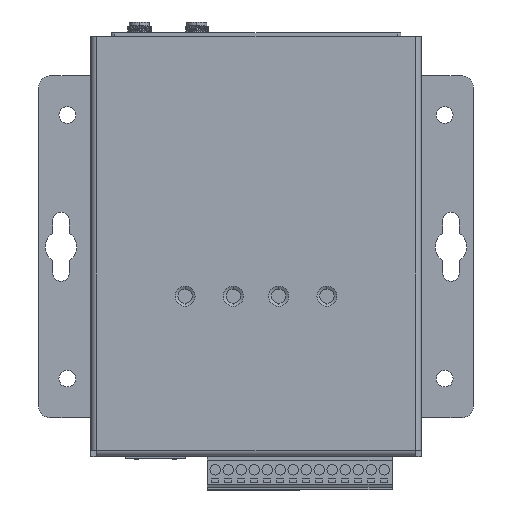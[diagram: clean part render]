
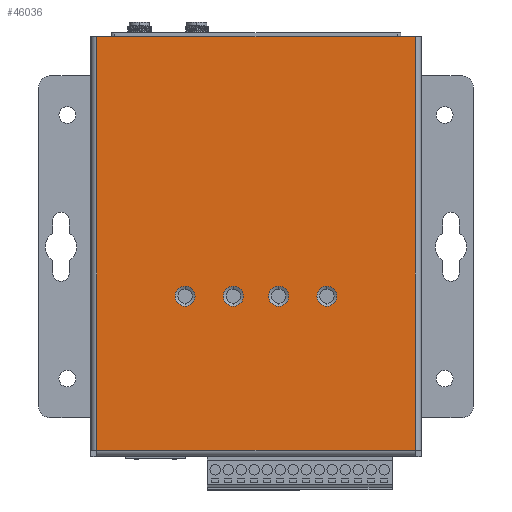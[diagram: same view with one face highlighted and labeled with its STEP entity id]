
A CAD part, top view. The second image highlights one B-rep face of the part: STEP entity #46036.
In plain terms, the highlighted face is planar.
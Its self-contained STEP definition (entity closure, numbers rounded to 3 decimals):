
#26 = CIRCLE ( 'NONE', #27152, 2.7 ) ;
#286 = EDGE_CURVE ( 'NONE', #50656, #39165, #11983, .T. ) ;
#878 = CARTESIAN_POINT ( 'NONE',  ( -19.1, 1.5, 13.4 ) ) ;
#2532 = DIRECTION ( 'NONE',  ( 0., -1., 0. ) ) ;
#2618 = FACE_OUTER_BOUND ( 'NONE', #11632, .T. ) ;
#3086 = CARTESIAN_POINT ( 'NONE',  ( -44.5, 1.5, -56.5 ) ) ;
#3523 = VECTOR ( 'NONE', #33358, 1000. ) ;
#3925 = DIRECTION ( 'NONE',  ( 0., -1., 0. ) ) ;
#4301 = CARTESIAN_POINT ( 'NONE',  ( 19.1, 1.5, 13.4 ) ) ;
#4333 = EDGE_CURVE ( 'NONE', #43918, #44110, #11416, .T. ) ;
#5835 = CIRCLE ( 'NONE', #42668, 2.7 ) ;
#6434 = EDGE_CURVE ( 'NONE', #27065, #36999, #44870, .T. ) ;
#6714 = FACE_BOUND ( 'NONE', #43345, .T. ) ;
#6909 = ORIENTED_EDGE ( 'NONE', *, *, #23839, .T. ) ;
#8455 = ORIENTED_EDGE ( 'NONE', *, *, #28874, .T. ) ;
#10115 = DIRECTION ( 'NONE',  ( 0., -1., 0. ) ) ;
#10432 = EDGE_CURVE ( 'NONE', #32794, #51029, #52093, .T. ) ;
#10806 = CARTESIAN_POINT ( 'NONE',  ( 6.1, 1.5, 16.1 ) ) ;
#11396 = FACE_BOUND ( 'NONE', #35751, .T. ) ;
#11416 = CIRCLE ( 'NONE', #21948, 2.7 ) ;
#11632 = EDGE_LOOP ( 'NONE', ( #44637, #45874, #45865, #20677 ) ) ;
#11909 = FACE_BOUND ( 'NONE', #41433, .T. ) ;
#11983 = CIRCLE ( 'NONE', #30433, 2.7 ) ;
#12108 = CARTESIAN_POINT ( 'NONE',  ( -42.9, 1.5, -56.5 ) ) ;
#12109 = EDGE_CURVE ( 'NONE', #44110, #43918, #26, .T. ) ;
#12639 = CARTESIAN_POINT ( 'NONE',  ( -19.1, 1.5, 16.1 ) ) ;
#13559 = CIRCLE ( 'NONE', #25832, 2.7 ) ;
#15012 = AXIS2_PLACEMENT_3D ( 'NONE', #25637, #21496, #41859 ) ;
#15491 = PLANE ( 'NONE',  #52581 ) ;
#16615 = LINE ( 'NONE', #29762, #3523 ) ;
#18412 = DIRECTION ( 'NONE',  ( 0., 0., 1. ) ) ;
#19365 = CARTESIAN_POINT ( 'NONE',  ( -44.5, 1.5, 56.5 ) ) ;
#19518 = ORIENTED_EDGE ( 'NONE', *, *, #12109, .T. ) ;
#19698 = VERTEX_POINT ( 'NONE', #12108 ) ;
#20671 = CARTESIAN_POINT ( 'NONE',  ( 6.1, 1.5, 13.4 ) ) ;
#20677 = ORIENTED_EDGE ( 'NONE', *, *, #48701, .T. ) ;
#20692 = ORIENTED_EDGE ( 'NONE', *, *, #4333, .T. ) ;
#20818 = CIRCLE ( 'NONE', #29579, 2.7 ) ;
#21042 = DIRECTION ( 'NONE',  ( 0., -1., 0. ) ) ;
#21112 = CARTESIAN_POINT ( 'NONE',  ( 6.1, 1.5, 13.4 ) ) ;
#21264 = CARTESIAN_POINT ( 'NONE',  ( 42.9, 1.5, 54.9 ) ) ;
#21496 = DIRECTION ( 'NONE',  ( 0., -1., 0. ) ) ;
#21757 = AXIS2_PLACEMENT_3D ( 'NONE', #4301, #21042, #25945 ) ;
#21948 = AXIS2_PLACEMENT_3D ( 'NONE', #21112, #33718, #30679 ) ;
#22016 = VERTEX_POINT ( 'NONE', #32245 ) ;
#22176 = CARTESIAN_POINT ( 'NONE',  ( -6.1, 1.5, 10.7 ) ) ;
#22334 = CARTESIAN_POINT ( 'NONE',  ( 6.1, 1.5, 10.7 ) ) ;
#23376 = CARTESIAN_POINT ( 'NONE',  ( -6.1, 1.5, 13.4 ) ) ;
#23839 = EDGE_CURVE ( 'NONE', #37068, #38500, #5835, .T. ) ;
#25637 = CARTESIAN_POINT ( 'NONE',  ( 19.1, 1.5, 13.4 ) ) ;
#25832 = AXIS2_PLACEMENT_3D ( 'NONE', #878, #51142, #18412 ) ;
#25945 = DIRECTION ( 'NONE',  ( 0., 0., 1. ) ) ;
#26184 = CARTESIAN_POINT ( 'NONE',  ( 42.9, 1.5, -56.5 ) ) ;
#26439 = ORIENTED_EDGE ( 'NONE', *, *, #286, .T. ) ;
#27065 = VERTEX_POINT ( 'NONE', #34463 ) ;
#27152 = AXIS2_PLACEMENT_3D ( 'NONE', #20671, #3925, #49015 ) ;
#27231 = DIRECTION ( 'NONE',  ( 0., 0., 1. ) ) ;
#27564 = ORIENTED_EDGE ( 'NONE', *, *, #6434, .T. ) ;
#28099 = LINE ( 'NONE', #3086, #34647 ) ;
#28874 = EDGE_CURVE ( 'NONE', #39165, #50656, #20818, .T. ) ;
#29579 = AXIS2_PLACEMENT_3D ( 'NONE', #23376, #2532, #27231 ) ;
#29762 = CARTESIAN_POINT ( 'NONE',  ( -42.9, 1.5, -56.5 ) ) ;
#29991 = EDGE_CURVE ( 'NONE', #36999, #27065, #45467, .T. ) ;
#30433 = AXIS2_PLACEMENT_3D ( 'NONE', #51918, #10115, #43650 ) ;
#30679 = DIRECTION ( 'NONE',  ( 0., 0., 1. ) ) ;
#32245 = CARTESIAN_POINT ( 'NONE',  ( -42.9, 1.5, 54.9 ) ) ;
#32794 = VERTEX_POINT ( 'NONE', #21264 ) ;
#33337 = EDGE_LOOP ( 'NONE', ( #26439, #8455 ) ) ;
#33358 = DIRECTION ( 'NONE',  ( 0., 0., 1. ) ) ;
#33718 = DIRECTION ( 'NONE',  ( 0., -1., 0. ) ) ;
#34463 = CARTESIAN_POINT ( 'NONE',  ( 19.1, 1.5, 16.1 ) ) ;
#34647 = VECTOR ( 'NONE', #44304, 1000. ) ;
#34881 = VECTOR ( 'NONE', #38908, 1000. ) ;
#35469 = CARTESIAN_POINT ( 'NONE',  ( 19.1, 1.5, 10.7 ) ) ;
#35751 = EDGE_LOOP ( 'NONE', ( #19518, #20692 ) ) ;
#36762 = VECTOR ( 'NONE', #53805, 1000. ) ;
#36999 = VERTEX_POINT ( 'NONE', #35469 ) ;
#37068 = VERTEX_POINT ( 'NONE', #12639 ) ;
#38091 = CARTESIAN_POINT ( 'NONE',  ( -42.9, 1.5, 54.9 ) ) ;
#38500 = VERTEX_POINT ( 'NONE', #48730 ) ;
#38908 = DIRECTION ( 'NONE',  ( 0., 0., -1. ) ) ;
#38942 = DIRECTION ( 'NONE',  ( 0., 0., 1. ) ) ;
#39165 = VERTEX_POINT ( 'NONE', #22176 ) ;
#41433 = EDGE_LOOP ( 'NONE', ( #6909, #42236 ) ) ;
#41859 = DIRECTION ( 'NONE',  ( 0., 0., 1. ) ) ;
#42236 = ORIENTED_EDGE ( 'NONE', *, *, #47771, .T. ) ;
#42668 = AXIS2_PLACEMENT_3D ( 'NONE', #48301, #51318, #38942 ) ;
#43345 = EDGE_LOOP ( 'NONE', ( #27564, #44812 ) ) ;
#43650 = DIRECTION ( 'NONE',  ( 0., 0., 1. ) ) ;
#43918 = VERTEX_POINT ( 'NONE', #22334 ) ;
#44110 = VERTEX_POINT ( 'NONE', #10806 ) ;
#44304 = DIRECTION ( 'NONE',  ( -1., 0., 0. ) ) ;
#44637 = ORIENTED_EDGE ( 'NONE', *, *, #47249, .T. ) ;
#44812 = ORIENTED_EDGE ( 'NONE', *, *, #29991, .T. ) ;
#44870 = CIRCLE ( 'NONE', #15012, 2.7 ) ;
#45452 = DIRECTION ( 'NONE',  ( 0., 1., 0. ) ) ;
#45467 = CIRCLE ( 'NONE', #21757, 2.7 ) ;
#45824 = LINE ( 'NONE', #38091, #36762 ) ;
#45865 = ORIENTED_EDGE ( 'NONE', *, *, #10432, .T. ) ;
#45874 = ORIENTED_EDGE ( 'NONE', *, *, #53945, .T. ) ;
#46036 = ADVANCED_FACE ( 'NONE', ( #6714, #11396, #53141, #11909, #2618 ), #15491, .T. ) ;
#47249 = EDGE_CURVE ( 'NONE', #19698, #22016, #16615, .T. ) ;
#47771 = EDGE_CURVE ( 'NONE', #38500, #37068, #13559, .T. ) ;
#48301 = CARTESIAN_POINT ( 'NONE',  ( -19.1, 1.5, 13.4 ) ) ;
#48701 = EDGE_CURVE ( 'NONE', #51029, #19698, #28099, .T. ) ;
#48730 = CARTESIAN_POINT ( 'NONE',  ( -19.1, 1.5, 10.7 ) ) ;
#49015 = DIRECTION ( 'NONE',  ( 0., 0., 1. ) ) ;
#50656 = VERTEX_POINT ( 'NONE', #51017 ) ;
#51017 = CARTESIAN_POINT ( 'NONE',  ( -6.1, 1.5, 16.1 ) ) ;
#51029 = VERTEX_POINT ( 'NONE', #26184 ) ;
#51142 = DIRECTION ( 'NONE',  ( 0., -1., 0. ) ) ;
#51318 = DIRECTION ( 'NONE',  ( 0., -1., 0. ) ) ;
#51556 = CARTESIAN_POINT ( 'NONE',  ( 42.9, 1.5, 56.5 ) ) ;
#51918 = CARTESIAN_POINT ( 'NONE',  ( -6.1, 1.5, 13.4 ) ) ;
#52093 = LINE ( 'NONE', #51556, #34881 ) ;
#52581 = AXIS2_PLACEMENT_3D ( 'NONE', #19365, #45452, #53442 ) ;
#53141 = FACE_BOUND ( 'NONE', #33337, .T. ) ;
#53442 = DIRECTION ( 'NONE',  ( 0., 0., 1. ) ) ;
#53805 = DIRECTION ( 'NONE',  ( 1., 0., 0. ) ) ;
#53945 = EDGE_CURVE ( 'NONE', #22016, #32794, #45824, .T. ) ;
